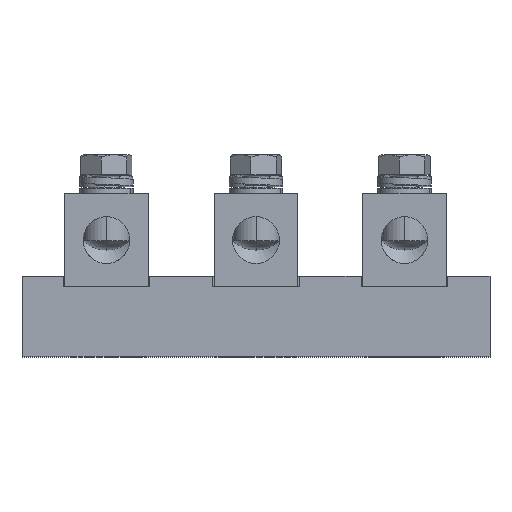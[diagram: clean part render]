
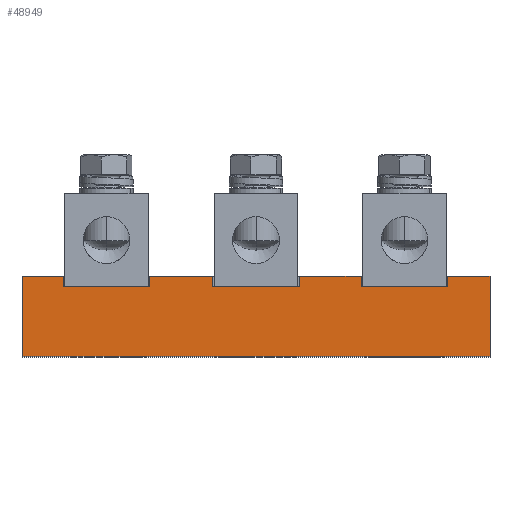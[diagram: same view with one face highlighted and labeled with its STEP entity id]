
A CAD part, top view. The second image highlights one B-rep face of the part: STEP entity #48949.
In plain terms, the highlighted planar face has unit normal (0, 0, 1).
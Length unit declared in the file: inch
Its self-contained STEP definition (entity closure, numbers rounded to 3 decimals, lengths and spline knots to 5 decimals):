
#14012 = AXIS2_PLACEMENT_3D ( 'NONE', #16601, #16603, #16604 ) ;
#16562 = PLANE ( 'NONE',  #14012 ) ;
#16601 = CARTESIAN_POINT ( 'NONE',  ( 2.19, -0.375, 2.39 ) ) ;
#16603 = DIRECTION ( 'NONE',  ( 0., 0., -1. ) ) ;
#16604 = DIRECTION ( 'NONE',  ( -1., 0., 0. ) ) ;
#18687 = FACE_OUTER_BOUND ( 'NONE', #53635, .T. ) ;
#36516 = CARTESIAN_POINT ( 'NONE',  ( 2.19, 0.375, 2.39 ) ) ;
#36518 = DIRECTION ( 'NONE',  ( -1., 0., 0. ) ) ;
#36560 = CARTESIAN_POINT ( 'NONE',  ( 2.19, 0.375, 2.39 ) ) ;
#36575 = DIRECTION ( 'NONE',  ( -1., 0., 0. ) ) ;
#36588 = DIRECTION ( 'NONE',  ( -1., 0., 0. ) ) ;
#36597 = CARTESIAN_POINT ( 'NONE',  ( 2.19, 0.375, 2.39 ) ) ;
#36807 = CARTESIAN_POINT ( 'NONE',  ( 2.19, 0.375, 2.39 ) ) ;
#36816 = DIRECTION ( 'NONE',  ( -1., 0., 0. ) ) ;
#36825 = CARTESIAN_POINT ( 'NONE',  ( 0.985, 0.275, 2.39 ) ) ;
#36827 = CARTESIAN_POINT ( 'NONE',  ( 1.795, 0.275, 2.39 ) ) ;
#36834 = CARTESIAN_POINT ( 'NONE',  ( -0.405, 0.275, 2.39 ) ) ;
#36836 = DIRECTION ( 'NONE',  ( 0., 1., 0. ) ) ;
#36840 = CARTESIAN_POINT ( 'NONE',  ( 0.985, 0.275, 2.39 ) ) ;
#36842 = CARTESIAN_POINT ( 'NONE',  ( -1.805, 0.275, 2.39 ) ) ;
#36843 = DIRECTION ( 'NONE',  ( 1., 0., 0. ) ) ;
#36844 = DIRECTION ( 'NONE',  ( 0., 1., 0. ) ) ;
#36846 = CARTESIAN_POINT ( 'NONE',  ( 0.405, 0.275, 2.39 ) ) ;
#36848 = DIRECTION ( 'NONE',  ( 0., 1., 0. ) ) ;
#36849 = CARTESIAN_POINT ( 'NONE',  ( -0.405, 0.275, 2.39 ) ) ;
#36850 = CARTESIAN_POINT ( 'NONE',  ( 2.19, -0.375, 2.39 ) ) ;
#36851 = DIRECTION ( 'NONE',  ( 1., 0., 0. ) ) ;
#36853 = DIRECTION ( 'NONE',  ( 0., 1., 0. ) ) ;
#36857 = CARTESIAN_POINT ( 'NONE',  ( -0.995, 0.275, 2.39 ) ) ;
#36860 = DIRECTION ( 'NONE',  ( 0., 1., 0. ) ) ;
#36862 = CARTESIAN_POINT ( 'NONE',  ( -1.805, 0.275, 2.39 ) ) ;
#36865 = DIRECTION ( 'NONE',  ( 1., 0., 0. ) ) ;
#36867 = DIRECTION ( 'NONE',  ( 0., 1., 0. ) ) ;
#36869 = CARTESIAN_POINT ( 'NONE',  ( -2.19, -0.375, 2.39 ) ) ;
#36872 = DIRECTION ( 'NONE',  ( 0., -1., 0. ) ) ;
#36873 = CARTESIAN_POINT ( 'NONE',  ( 2.19, -0.375, 2.39 ) ) ;
#36875 = DIRECTION ( 'NONE',  ( -1., 0., 0. ) ) ;
#36876 = DIRECTION ( 'NONE',  ( 0., -1., 0. ) ) ;
#38222 = LINE ( 'NONE', #36516, #38225 ) ;
#38225 = VECTOR ( 'NONE', #36518, 39.37008 ) ;
#38243 = LINE ( 'NONE', #36560, #38248 ) ;
#38248 = VECTOR ( 'NONE', #36575, 39.37008 ) ;
#38250 = LINE ( 'NONE', #36597, #38256 ) ;
#38256 = VECTOR ( 'NONE', #36588, 39.37008 ) ;
#38308 = LINE ( 'NONE', #36807, #38312 ) ;
#38312 = VECTOR ( 'NONE', #36816, 39.37008 ) ;
#38315 = LINE ( 'NONE', #36827, #38319 ) ;
#38316 = LINE ( 'NONE', #36825, #38323 ) ;
#38318 = LINE ( 'NONE', #36840, #38321 ) ;
#38319 = VECTOR ( 'NONE', #36836, 39.37008 ) ;
#38320 = LINE ( 'NONE', #36834, #38329 ) ;
#38321 = VECTOR ( 'NONE', #36843, 39.37008 ) ;
#38322 = LINE ( 'NONE', #36846, #38325 ) ;
#38323 = VECTOR ( 'NONE', #36844, 39.37008 ) ;
#38324 = LINE ( 'NONE', #36849, #38327 ) ;
#38325 = VECTOR ( 'NONE', #36848, 39.37008 ) ;
#38326 = LINE ( 'NONE', #36842, #38335 ) ;
#38327 = VECTOR ( 'NONE', #36851, 39.37008 ) ;
#38328 = LINE ( 'NONE', #36857, #38331 ) ;
#38329 = VECTOR ( 'NONE', #36853, 39.37008 ) ;
#38330 = LINE ( 'NONE', #36862, #38333 ) ;
#38331 = VECTOR ( 'NONE', #36860, 39.37008 ) ;
#38332 = LINE ( 'NONE', #36850, #38341 ) ;
#38333 = VECTOR ( 'NONE', #36865, 39.37008 ) ;
#38334 = LINE ( 'NONE', #36869, #38337 ) ;
#38335 = VECTOR ( 'NONE', #36867, 39.37008 ) ;
#38336 = LINE ( 'NONE', #36873, #38339 ) ;
#38337 = VECTOR ( 'NONE', #36872, 39.37008 ) ;
#38339 = VECTOR ( 'NONE', #36875, 39.37008 ) ;
#38341 = VECTOR ( 'NONE', #36876, 39.37008 ) ;
#48008 = CARTESIAN_POINT ( 'NONE',  ( 0.985, 0.275, 2.39 ) ) ;
#48015 = CARTESIAN_POINT ( 'NONE',  ( -0.995, 0.275, 2.39 ) ) ;
#48019 = CARTESIAN_POINT ( 'NONE',  ( -0.995, 0.375, 2.39 ) ) ;
#48022 = CARTESIAN_POINT ( 'NONE',  ( -1.805, 0.375, 2.39 ) ) ;
#48023 = CARTESIAN_POINT ( 'NONE',  ( -0.405, 0.375, 2.39 ) ) ;
#48037 = CARTESIAN_POINT ( 'NONE',  ( -1.805, 0.275, 2.39 ) ) ;
#48061 = CARTESIAN_POINT ( 'NONE',  ( 2.19, 0.375, 2.39 ) ) ;
#48074 = CARTESIAN_POINT ( 'NONE',  ( 1.795, 0.375, 2.39 ) ) ;
#48102 = CARTESIAN_POINT ( 'NONE',  ( -2.19, 0.375, 2.39 ) ) ;
#48205 = CARTESIAN_POINT ( 'NONE',  ( 2.19, -0.375, 2.39 ) ) ;
#48215 = CARTESIAN_POINT ( 'NONE',  ( -2.19, -0.375, 2.39 ) ) ;
#48246 = CARTESIAN_POINT ( 'NONE',  ( -0.405, 0.275, 2.39 ) ) ;
#48256 = CARTESIAN_POINT ( 'NONE',  ( 0.405, 0.275, 2.39 ) ) ;
#48260 = CARTESIAN_POINT ( 'NONE',  ( 0.985, 0.375, 2.39 ) ) ;
#48333 = CARTESIAN_POINT ( 'NONE',  ( 1.795, 0.275, 2.39 ) ) ;
#48350 = CARTESIAN_POINT ( 'NONE',  ( 0.405, 0.375, 2.39 ) ) ;
#48949 = ADVANCED_FACE ( 'NONE', ( #18687 ), #16562, .F. ) ;
#49272 = EDGE_CURVE ( 'NONE', #58937, #58950, #38222, .T. ) ;
#49285 = EDGE_CURVE ( 'NONE', #58899, #58895, #38243, .T. ) ;
#49290 = EDGE_CURVE ( 'NONE', #58898, #58978, #38250, .T. ) ;
#49326 = EDGE_CURVE ( 'NONE', #59137, #59227, #38308, .T. ) ;
#49330 = EDGE_CURVE ( 'NONE', #59210, #58950, #38315, .T. ) ;
#49331 = EDGE_CURVE ( 'NONE', #58884, #59210, #38318, .T. ) ;
#49332 = EDGE_CURVE ( 'NONE', #58884, #59137, #38316, .T. ) ;
#49333 = EDGE_CURVE ( 'NONE', #59133, #59227, #38322, .T. ) ;
#49334 = EDGE_CURVE ( 'NONE', #59123, #59133, #38324, .T. ) ;
#49335 = EDGE_CURVE ( 'NONE', #59123, #58899, #38320, .T. ) ;
#49336 = EDGE_CURVE ( 'NONE', #58891, #58895, #38328, .T. ) ;
#49337 = EDGE_CURVE ( 'NONE', #58913, #58891, #38330, .T. ) ;
#49338 = EDGE_CURVE ( 'NONE', #58913, #58898, #38326, .T. ) ;
#49339 = EDGE_CURVE ( 'NONE', #58978, #59092, #38334, .T. ) ;
#49340 = EDGE_CURVE ( 'NONE', #59082, #59092, #38336, .T. ) ;
#49341 = EDGE_CURVE ( 'NONE', #58937, #59082, #38332, .T. ) ;
#50728 = ORIENTED_EDGE ( 'NONE', *, *, #49272, .T. ) ;
#50730 = ORIENTED_EDGE ( 'NONE', *, *, #49330, .F. ) ;
#50732 = ORIENTED_EDGE ( 'NONE', *, *, #49331, .F. ) ;
#50734 = ORIENTED_EDGE ( 'NONE', *, *, #49332, .T. ) ;
#50736 = ORIENTED_EDGE ( 'NONE', *, *, #49326, .T. ) ;
#50738 = ORIENTED_EDGE ( 'NONE', *, *, #49333, .F. ) ;
#50740 = ORIENTED_EDGE ( 'NONE', *, *, #49334, .F. ) ;
#50742 = ORIENTED_EDGE ( 'NONE', *, *, #49335, .T. ) ;
#50744 = ORIENTED_EDGE ( 'NONE', *, *, #49285, .T. ) ;
#50746 = ORIENTED_EDGE ( 'NONE', *, *, #49336, .F. ) ;
#50748 = ORIENTED_EDGE ( 'NONE', *, *, #49337, .F. ) ;
#50750 = ORIENTED_EDGE ( 'NONE', *, *, #49338, .T. ) ;
#50752 = ORIENTED_EDGE ( 'NONE', *, *, #49290, .T. ) ;
#50754 = ORIENTED_EDGE ( 'NONE', *, *, #49339, .T. ) ;
#50756 = ORIENTED_EDGE ( 'NONE', *, *, #49340, .F. ) ;
#50758 = ORIENTED_EDGE ( 'NONE', *, *, #49341, .F. ) ;
#53635 = EDGE_LOOP ( 'NONE', ( #50728, #50730, #50732, #50734, #50736, #50738, #50740, #50742, #50744, #50746, #50748, #50750, #50752, #50754, #50756, #50758 ) ) ;
#58884 = VERTEX_POINT ( 'NONE', #48008 ) ;
#58891 = VERTEX_POINT ( 'NONE', #48015 ) ;
#58895 = VERTEX_POINT ( 'NONE', #48019 ) ;
#58898 = VERTEX_POINT ( 'NONE', #48022 ) ;
#58899 = VERTEX_POINT ( 'NONE', #48023 ) ;
#58913 = VERTEX_POINT ( 'NONE', #48037 ) ;
#58937 = VERTEX_POINT ( 'NONE', #48061 ) ;
#58950 = VERTEX_POINT ( 'NONE', #48074 ) ;
#58978 = VERTEX_POINT ( 'NONE', #48102 ) ;
#59082 = VERTEX_POINT ( 'NONE', #48205 ) ;
#59092 = VERTEX_POINT ( 'NONE', #48215 ) ;
#59123 = VERTEX_POINT ( 'NONE', #48246 ) ;
#59133 = VERTEX_POINT ( 'NONE', #48256 ) ;
#59137 = VERTEX_POINT ( 'NONE', #48260 ) ;
#59210 = VERTEX_POINT ( 'NONE', #48333 ) ;
#59227 = VERTEX_POINT ( 'NONE', #48350 ) ;
